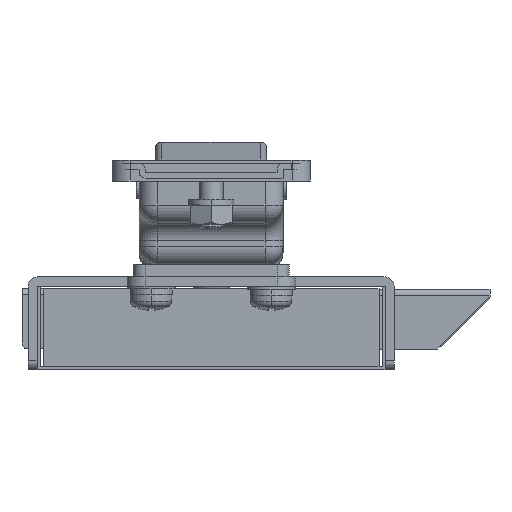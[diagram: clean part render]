
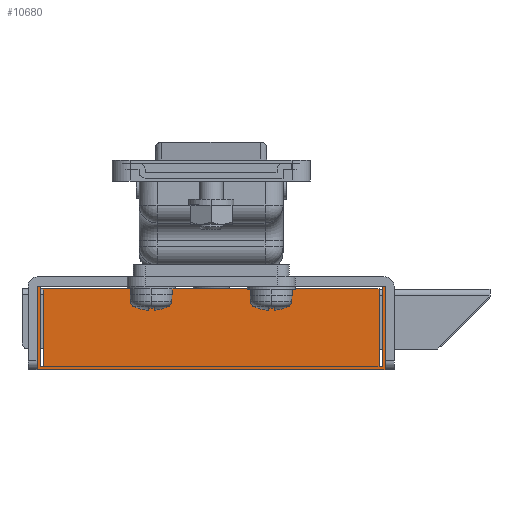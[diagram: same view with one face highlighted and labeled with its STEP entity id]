
A CAD part, front view. The second image highlights one B-rep face of the part: STEP entity #10680.
In plain terms, the highlighted planar face has unit normal (0, -1, 0).
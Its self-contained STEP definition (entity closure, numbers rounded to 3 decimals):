
#18 = CARTESIAN_POINT ( 'NONE',  ( -28., -15., -13.5 ) ) ;
#71 = VECTOR ( 'NONE', #14688, 1000. ) ;
#317 = VERTEX_POINT ( 'NONE', #10722 ) ;
#344 = VERTEX_POINT ( 'NONE', #4011 ) ;
#1041 = CARTESIAN_POINT ( 'NONE',  ( 29., -15., -14. ) ) ;
#1084 = LINE ( 'NONE', #21805, #18640 ) ;
#1149 = EDGE_CURVE ( 'NONE', #18499, #2718, #21956, .T. ) ;
#1286 = VECTOR ( 'NONE', #7934, 1000. ) ;
#1299 = CARTESIAN_POINT ( 'NONE',  ( 28.5, -15., -0.5 ) ) ;
#1568 = AXIS2_PLACEMENT_3D ( 'NONE', #4195, #19490, #9074 ) ;
#1890 = CARTESIAN_POINT ( 'NONE',  ( -29., -15., -14. ) ) ;
#2268 = VECTOR ( 'NONE', #5421, 1000. ) ;
#2718 = VERTEX_POINT ( 'NONE', #17051 ) ;
#2820 = DIRECTION ( 'NONE',  ( 1., 0., 0. ) ) ;
#2870 = EDGE_CURVE ( 'NONE', #6516, #18499, #7741, .T. ) ;
#3080 = EDGE_CURVE ( 'NONE', #17762, #344, #13066, .T. ) ;
#3649 = LINE ( 'NONE', #7857, #18834 ) ;
#4011 = CARTESIAN_POINT ( 'NONE',  ( -28.5, -15., -14. ) ) ;
#4195 = CARTESIAN_POINT ( 'NONE',  ( -29., -15., -14. ) ) ;
#4269 = ORIENTED_EDGE ( 'NONE', *, *, #17066, .T. ) ;
#4326 = VERTEX_POINT ( 'NONE', #15267 ) ;
#4532 = CARTESIAN_POINT ( 'NONE',  ( -28.5, -15., -0.5 ) ) ;
#4790 = ORIENTED_EDGE ( 'NONE', *, *, #7259, .F. ) ;
#4826 = LINE ( 'NONE', #4532, #21869 ) ;
#4912 = LINE ( 'NONE', #1890, #2268 ) ;
#4940 = CARTESIAN_POINT ( 'NONE',  ( 28., -15., -0.5 ) ) ;
#4987 = CARTESIAN_POINT ( 'NONE',  ( -29., -15., -14. ) ) ;
#5421 = DIRECTION ( 'NONE',  ( 1., 0., 0. ) ) ;
#5543 = EDGE_CURVE ( 'NONE', #16673, #15220, #1084, .T. ) ;
#6516 = VERTEX_POINT ( 'NONE', #14045 ) ;
#6789 = VECTOR ( 'NONE', #16979, 1000. ) ;
#7215 = DIRECTION ( 'NONE',  ( -1., 0., 0. ) ) ;
#7259 = EDGE_CURVE ( 'NONE', #317, #10123, #7895, .T. ) ;
#7359 = EDGE_CURVE ( 'NONE', #17289, #344, #3649, .T. ) ;
#7732 = ORIENTED_EDGE ( 'NONE', *, *, #2870, .F. ) ;
#7741 = LINE ( 'NONE', #15677, #12002 ) ;
#7857 = CARTESIAN_POINT ( 'NONE',  ( -29., -15., -14. ) ) ;
#7895 = LINE ( 'NONE', #8090, #1286 ) ;
#7934 = DIRECTION ( 'NONE',  ( 0., 0., 1. ) ) ;
#8090 = CARTESIAN_POINT ( 'NONE',  ( -28., -15., -0.5 ) ) ;
#8697 = ORIENTED_EDGE ( 'NONE', *, *, #5543, .F. ) ;
#9074 = DIRECTION ( 'NONE',  ( 0., 0., -1. ) ) ;
#9371 = CARTESIAN_POINT ( 'NONE',  ( -29., -15., -14. ) ) ;
#9516 = ORIENTED_EDGE ( 'NONE', *, *, #1149, .F. ) ;
#9621 = VECTOR ( 'NONE', #11380, 1000. ) ;
#10123 = VERTEX_POINT ( 'NONE', #12788 ) ;
#10680 = ADVANCED_FACE ( 'NONE', ( #14983 ), #19274, .T. ) ;
#10722 = CARTESIAN_POINT ( 'NONE',  ( -28., -15., -13.5 ) ) ;
#10846 = EDGE_CURVE ( 'NONE', #4326, #15220, #12827, .T. ) ;
#11380 = DIRECTION ( 'NONE',  ( 0., 0., 1. ) ) ;
#11898 = DIRECTION ( 'NONE',  ( -1., 0., 0. ) ) ;
#12002 = VECTOR ( 'NONE', #7215, 1000. ) ;
#12126 = DIRECTION ( 'NONE',  ( 0., 0., -1. ) ) ;
#12241 = ORIENTED_EDGE ( 'NONE', *, *, #14699, .F. ) ;
#12788 = CARTESIAN_POINT ( 'NONE',  ( -28., -15., -0.5 ) ) ;
#12827 = LINE ( 'NONE', #1041, #71 ) ;
#12972 = LINE ( 'NONE', #18, #20991 ) ;
#13066 = LINE ( 'NONE', #19591, #15990 ) ;
#13142 = CARTESIAN_POINT ( 'NONE',  ( 29., -15., 0. ) ) ;
#13356 = ORIENTED_EDGE ( 'NONE', *, *, #21933, .F. ) ;
#13879 = ORIENTED_EDGE ( 'NONE', *, *, #3080, .F. ) ;
#14045 = CARTESIAN_POINT ( 'NONE',  ( 28.5, -15., -0.5 ) ) ;
#14122 = CARTESIAN_POINT ( 'NONE',  ( 28., -15., -13.5 ) ) ;
#14688 = DIRECTION ( 'NONE',  ( 0., 0., 1. ) ) ;
#14699 = EDGE_CURVE ( 'NONE', #2718, #317, #12972, .T. ) ;
#14709 = ORIENTED_EDGE ( 'NONE', *, *, #21924, .F. ) ;
#14983 = FACE_OUTER_BOUND ( 'NONE', #18340, .T. ) ;
#15220 = VERTEX_POINT ( 'NONE', #13142 ) ;
#15267 = CARTESIAN_POINT ( 'NONE',  ( 29., -15., -14. ) ) ;
#15677 = CARTESIAN_POINT ( 'NONE',  ( 28., -15., -0.5 ) ) ;
#15686 = CARTESIAN_POINT ( 'NONE',  ( 28.5, -15., -14. ) ) ;
#15990 = VECTOR ( 'NONE', #16359, 1000. ) ;
#16098 = LINE ( 'NONE', #4987, #6789 ) ;
#16359 = DIRECTION ( 'NONE',  ( 0., 0., -1. ) ) ;
#16673 = VERTEX_POINT ( 'NONE', #19677 ) ;
#16888 = VECTOR ( 'NONE', #12126, 1000. ) ;
#16979 = DIRECTION ( 'NONE',  ( 0., 0., 1. ) ) ;
#16988 = EDGE_CURVE ( 'NONE', #17289, #16673, #16098, .T. ) ;
#17051 = CARTESIAN_POINT ( 'NONE',  ( 28., -15., -13.5 ) ) ;
#17066 = EDGE_CURVE ( 'NONE', #18187, #4326, #4912, .T. ) ;
#17289 = VERTEX_POINT ( 'NONE', #9371 ) ;
#17762 = VERTEX_POINT ( 'NONE', #19339 ) ;
#18187 = VERTEX_POINT ( 'NONE', #15686 ) ;
#18207 = ORIENTED_EDGE ( 'NONE', *, *, #16988, .F. ) ;
#18340 = EDGE_LOOP ( 'NONE', ( #13879, #14709, #4790, #12241, #9516, #7732, #13356, #4269, #19784, #8697, #18207, #18690 ) ) ;
#18388 = LINE ( 'NONE', #1299, #9621 ) ;
#18499 = VERTEX_POINT ( 'NONE', #4940 ) ;
#18640 = VECTOR ( 'NONE', #2820, 1000. ) ;
#18690 = ORIENTED_EDGE ( 'NONE', *, *, #7359, .T. ) ;
#18834 = VECTOR ( 'NONE', #19790, 1000. ) ;
#19274 = PLANE ( 'NONE',  #1568 ) ;
#19339 = CARTESIAN_POINT ( 'NONE',  ( -28.5, -15., -0.5 ) ) ;
#19490 = DIRECTION ( 'NONE',  ( 0., -1., 0. ) ) ;
#19591 = CARTESIAN_POINT ( 'NONE',  ( -28.5, -15., -14. ) ) ;
#19677 = CARTESIAN_POINT ( 'NONE',  ( -29., -15., 0. ) ) ;
#19753 = DIRECTION ( 'NONE',  ( -1., 0., 0. ) ) ;
#19784 = ORIENTED_EDGE ( 'NONE', *, *, #10846, .T. ) ;
#19790 = DIRECTION ( 'NONE',  ( 1., 0., 0. ) ) ;
#20991 = VECTOR ( 'NONE', #11898, 1000. ) ;
#21805 = CARTESIAN_POINT ( 'NONE',  ( -29., -15., 0. ) ) ;
#21869 = VECTOR ( 'NONE', #19753, 1000. ) ;
#21924 = EDGE_CURVE ( 'NONE', #10123, #17762, #4826, .T. ) ;
#21933 = EDGE_CURVE ( 'NONE', #18187, #6516, #18388, .T. ) ;
#21956 = LINE ( 'NONE', #14122, #16888 ) ;
